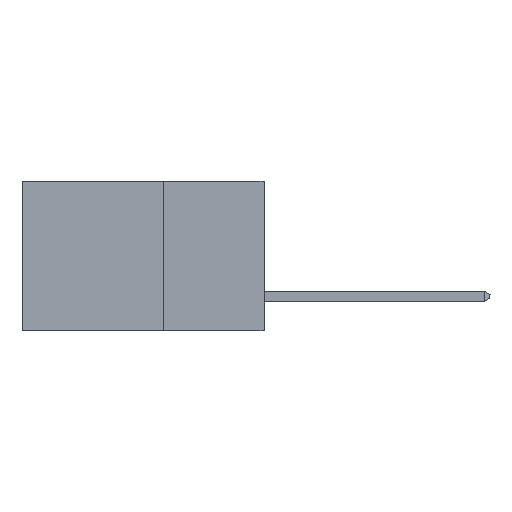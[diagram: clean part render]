
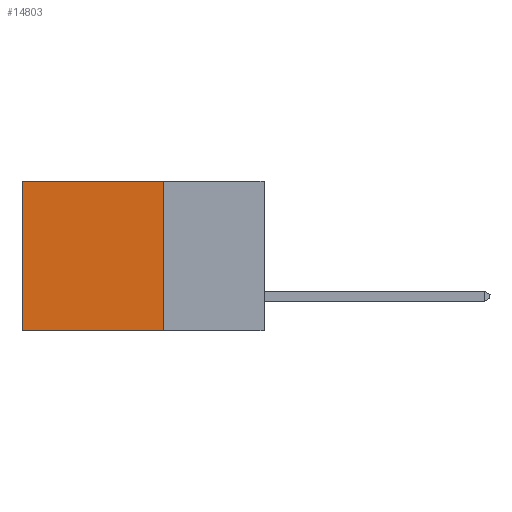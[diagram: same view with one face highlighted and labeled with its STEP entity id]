
A CAD part, left-side view. The second image highlights one B-rep face of the part: STEP entity #14803.
In plain terms, the highlighted planar face has unit normal (-1, 0, 0).
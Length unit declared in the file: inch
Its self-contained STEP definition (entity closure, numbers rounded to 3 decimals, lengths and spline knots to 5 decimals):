
#1344 = DIRECTION ( 'NONE',  ( 0., 1., 0. ) ) ;
#1528 = CARTESIAN_POINT ( 'NONE',  ( 0.298, 0.6, 0. ) ) ;
#1899 = DIRECTION ( 'NONE',  ( 1., 0., 0. ) ) ;
#1925 = LINE ( 'NONE', #6708, #7470 ) ;
#2205 = EDGE_CURVE ( 'NONE', #8624, #15099, #1925, .T. ) ;
#3193 = VECTOR ( 'NONE', #14876, 39.37008 ) ;
#3663 = DIRECTION ( 'NONE',  ( 0., 1., 0. ) ) ;
#4378 = EDGE_LOOP ( 'NONE', ( #15240, #10151, #15194, #7736 ) ) ;
#5628 = LINE ( 'NONE', #8968, #3193 ) ;
#6510 = FACE_OUTER_BOUND ( 'NONE', #4378, .T. ) ;
#6708 = CARTESIAN_POINT ( 'NONE',  ( 0.298, 0.25, 0. ) ) ;
#7470 = VECTOR ( 'NONE', #3663, 39.37008 ) ;
#7736 = ORIENTED_EDGE ( 'NONE', *, *, #2205, .T. ) ;
#7841 = CARTESIAN_POINT ( 'NONE',  ( 0.298, 0.6, 0. ) ) ;
#8624 = VERTEX_POINT ( 'NONE', #9826 ) ;
#8818 = AXIS2_PLACEMENT_3D ( 'NONE', #10385, #1899, #11791 ) ;
#8968 = CARTESIAN_POINT ( 'NONE',  ( 0.298, 0.25, 0. ) ) ;
#8984 = PLANE ( 'NONE',  #8818 ) ;
#9826 = CARTESIAN_POINT ( 'NONE',  ( 0.298, 0.25, 0. ) ) ;
#10151 = ORIENTED_EDGE ( 'NONE', *, *, #17104, .F. ) ;
#10385 = CARTESIAN_POINT ( 'NONE',  ( 0.298, 0.25, 0. ) ) ;
#10642 = VERTEX_POINT ( 'NONE', #13111 ) ;
#11791 = DIRECTION ( 'NONE',  ( 0., 0., -1. ) ) ;
#11963 = VECTOR ( 'NONE', #1344, 39.37008 ) ;
#12653 = CARTESIAN_POINT ( 'NONE',  ( 0.298, 0.25, -0.37 ) ) ;
#13111 = CARTESIAN_POINT ( 'NONE',  ( 0.298, 0.6, -0.37 ) ) ;
#14417 = EDGE_CURVE ( 'NONE', #8624, #17769, #5628, .T. ) ;
#14635 = VECTOR ( 'NONE', #15410, 39.37008 ) ;
#14803 = ADVANCED_FACE ( 'NONE', ( #6510 ), #8984, .F. ) ;
#14876 = DIRECTION ( 'NONE',  ( 0., 0., -1. ) ) ;
#15099 = VERTEX_POINT ( 'NONE', #7841 ) ;
#15194 = ORIENTED_EDGE ( 'NONE', *, *, #14417, .F. ) ;
#15240 = ORIENTED_EDGE ( 'NONE', *, *, #16662, .T. ) ;
#15265 = LINE ( 'NONE', #12653, #11963 ) ;
#15410 = DIRECTION ( 'NONE',  ( 0., 0., -1. ) ) ;
#16662 = EDGE_CURVE ( 'NONE', #15099, #10642, #17732, .T. ) ;
#16827 = CARTESIAN_POINT ( 'NONE',  ( 0.298, 0.25, -0.37 ) ) ;
#17104 = EDGE_CURVE ( 'NONE', #17769, #10642, #15265, .T. ) ;
#17732 = LINE ( 'NONE', #1528, #14635 ) ;
#17769 = VERTEX_POINT ( 'NONE', #16827 ) ;
